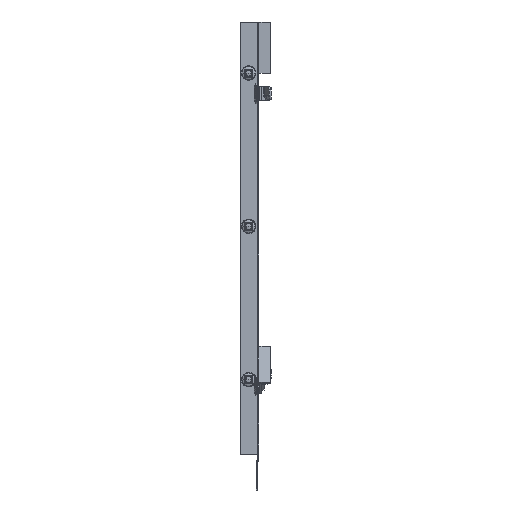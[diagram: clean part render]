
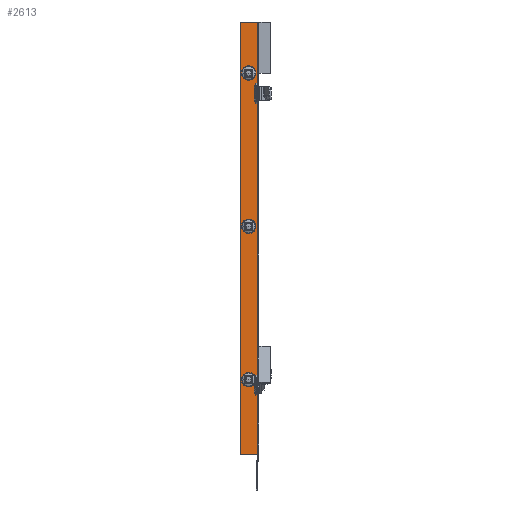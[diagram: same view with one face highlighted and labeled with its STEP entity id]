
A CAD part, left-side view. The second image highlights one B-rep face of the part: STEP entity #2613.
In plain terms, the highlighted planar face has unit normal (-1, 0, 0).
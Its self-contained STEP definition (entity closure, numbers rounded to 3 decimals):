
#7 = DIRECTION ( 'NONE',  ( 0., 0., -1. ) ) ;
#39 = CARTESIAN_POINT ( 'NONE',  ( -1.25, 1., -423.068 ) ) ;
#114 = CARTESIAN_POINT ( 'NONE',  ( -1.25, 0., 0. ) ) ;
#151 = VERTEX_POINT ( 'NONE', #5284 ) ;
#182 = ORIENTED_EDGE ( 'NONE', *, *, #1701, .T. ) ;
#186 = CARTESIAN_POINT ( 'NONE',  ( -1.25, 4.75, -346. ) ) ;
#254 = VECTOR ( 'NONE', #2087, 1000. ) ;
#309 = AXIS2_PLACEMENT_3D ( 'NONE', #5089, #2445, #6037 ) ;
#318 = LINE ( 'NONE', #186, #5226 ) ;
#319 = EDGE_CURVE ( 'NONE', #5595, #4945, #6290, .T. ) ;
#336 = DIRECTION ( 'NONE',  ( 0., 0., -1. ) ) ;
#401 = CARTESIAN_POINT ( 'NONE',  ( -1.25, 0., 0. ) ) ;
#431 = EDGE_CURVE ( 'NONE', #5890, #591, #1793, .T. ) ;
#432 = EDGE_CURVE ( 'NONE', #1810, #6181, #3048, .T. ) ;
#468 = VECTOR ( 'NONE', #2322, 1000. ) ;
#490 = CARTESIAN_POINT ( 'NONE',  ( -1.25, 16.75, -423.068 ) ) ;
#500 = ORIENTED_EDGE ( 'NONE', *, *, #3155, .F. ) ;
#591 = VERTEX_POINT ( 'NONE', #762 ) ;
#701 = CARTESIAN_POINT ( 'NONE',  ( -1.25, 12.75, -196. ) ) ;
#762 = CARTESIAN_POINT ( 'NONE',  ( -1.25, 12.75, -46. ) ) ;
#775 = EDGE_CURVE ( 'NONE', #151, #5890, #4884, .T. ) ;
#850 = CARTESIAN_POINT ( 'NONE',  ( -1.25, 4.75, -196. ) ) ;
#859 = VECTOR ( 'NONE', #5614, 1000. ) ;
#891 = LINE ( 'NONE', #5572, #859 ) ;
#914 = LINE ( 'NONE', #490, #1105 ) ;
#921 = DIRECTION ( 'NONE',  ( 0., 1., 0. ) ) ;
#937 = EDGE_LOOP ( 'NONE', ( #6247, #2136, #5706, #5506 ) ) ;
#948 = CARTESIAN_POINT ( 'NONE',  ( -1.25, 12.75, -354. ) ) ;
#1014 = VERTEX_POINT ( 'NONE', #5144 ) ;
#1031 = DIRECTION ( 'NONE',  ( 0., -1., 0. ) ) ;
#1071 = CARTESIAN_POINT ( 'NONE',  ( -1.25, 4.75, -46. ) ) ;
#1105 = VECTOR ( 'NONE', #2027, 1000. ) ;
#1143 = CARTESIAN_POINT ( 'NONE',  ( -1.25, 12.75, -346. ) ) ;
#1176 = CARTESIAN_POINT ( 'NONE',  ( -1.25, 12.75, -54. ) ) ;
#1187 = ORIENTED_EDGE ( 'NONE', *, *, #431, .T. ) ;
#1236 = CARTESIAN_POINT ( 'NONE',  ( -1.25, 4.75, -46. ) ) ;
#1245 = VECTOR ( 'NONE', #1031, 1000. ) ;
#1267 = DIRECTION ( 'NONE',  ( 0., 0., -1. ) ) ;
#1327 = VERTEX_POINT ( 'NONE', #4922 ) ;
#1329 = EDGE_CURVE ( 'NONE', #5946, #2284, #2175, .T. ) ;
#1360 = CARTESIAN_POINT ( 'NONE',  ( -1.25, 12.75, -54. ) ) ;
#1362 = LINE ( 'NONE', #701, #254 ) ;
#1645 = FACE_BOUND ( 'NONE', #4450, .T. ) ;
#1651 = EDGE_CURVE ( 'NONE', #6223, #1014, #3261, .T. ) ;
#1658 = FACE_BOUND ( 'NONE', #937, .T. ) ;
#1698 = FACE_BOUND ( 'NONE', #2052, .T. ) ;
#1701 = EDGE_CURVE ( 'NONE', #4000, #5577, #6281, .T. ) ;
#1718 = ORIENTED_EDGE ( 'NONE', *, *, #1651, .T. ) ;
#1755 = ORIENTED_EDGE ( 'NONE', *, *, #319, .T. ) ;
#1777 = EDGE_CURVE ( 'NONE', #1327, #1810, #3080, .T. ) ;
#1793 = LINE ( 'NONE', #2874, #468 ) ;
#1810 = VERTEX_POINT ( 'NONE', #2738 ) ;
#1815 = CARTESIAN_POINT ( 'NONE',  ( -1.25, 4.75, -196. ) ) ;
#1881 = VECTOR ( 'NONE', #1267, 1000. ) ;
#1894 = CARTESIAN_POINT ( 'NONE',  ( -1.25, 12.75, -196. ) ) ;
#1959 = CARTESIAN_POINT ( 'NONE',  ( -1.25, 0., 0. ) ) ;
#2027 = DIRECTION ( 'NONE',  ( 0., 1., 0. ) ) ;
#2048 = VECTOR ( 'NONE', #3323, 1000. ) ;
#2052 = EDGE_LOOP ( 'NONE', ( #2999, #1187, #6183, #5820 ) ) ;
#2072 = DIRECTION ( 'NONE',  ( 0., -1., 0. ) ) ;
#2087 = DIRECTION ( 'NONE',  ( 0., -1., 0. ) ) ;
#2120 = EDGE_CURVE ( 'NONE', #2284, #4606, #2547, .T. ) ;
#2136 = ORIENTED_EDGE ( 'NONE', *, *, #1329, .T. ) ;
#2175 = LINE ( 'NONE', #4979, #3671 ) ;
#2194 = DIRECTION ( 'NONE',  ( 0., 0., 1. ) ) ;
#2241 = CARTESIAN_POINT ( 'NONE',  ( -1.25, 12.75, -196. ) ) ;
#2261 = LINE ( 'NONE', #5719, #3377 ) ;
#2284 = VERTEX_POINT ( 'NONE', #6004 ) ;
#2301 = VECTOR ( 'NONE', #5200, 1000. ) ;
#2322 = DIRECTION ( 'NONE',  ( 0., 0., 1. ) ) ;
#2445 = DIRECTION ( 'NONE',  ( -1., 0., 0. ) ) ;
#2458 = PLANE ( 'NONE',  #309 ) ;
#2467 = EDGE_CURVE ( 'NONE', #5577, #5595, #1362, .T. ) ;
#2468 = EDGE_CURVE ( 'NONE', #6181, #1014, #5238, .T. ) ;
#2523 = VECTOR ( 'NONE', #2072, 1000. ) ;
#2547 = LINE ( 'NONE', #1143, #2523 ) ;
#2551 = CARTESIAN_POINT ( 'NONE',  ( -1.25, 4.75, -354. ) ) ;
#2582 = VECTOR ( 'NONE', #2827, 1000. ) ;
#2613 = ADVANCED_FACE ( 'NONE', ( #1645, #1698, #3523, #1658 ), #2458, .T. ) ;
#2738 = CARTESIAN_POINT ( 'NONE',  ( -1.25, 1., 0. ) ) ;
#2765 = LINE ( 'NONE', #4961, #1245 ) ;
#2827 = DIRECTION ( 'NONE',  ( 0., 0., -1. ) ) ;
#2874 = CARTESIAN_POINT ( 'NONE',  ( -1.25, 12.75, -46. ) ) ;
#2958 = VECTOR ( 'NONE', #3149, 1000. ) ;
#2966 = ORIENTED_EDGE ( 'NONE', *, *, #2467, .T. ) ;
#2999 = ORIENTED_EDGE ( 'NONE', *, *, #775, .T. ) ;
#3048 = LINE ( 'NONE', #401, #2048 ) ;
#3078 = EDGE_CURVE ( 'NONE', #6223, #5064, #914, .T. ) ;
#3080 = LINE ( 'NONE', #1959, #2958 ) ;
#3149 = DIRECTION ( 'NONE',  ( 0., -1., 0. ) ) ;
#3155 = EDGE_CURVE ( 'NONE', #5064, #1327, #891, .T. ) ;
#3261 = LINE ( 'NONE', #4963, #2301 ) ;
#3323 = DIRECTION ( 'NONE',  ( 0., -1., 0. ) ) ;
#3334 = ORIENTED_EDGE ( 'NONE', *, *, #2468, .F. ) ;
#3377 = VECTOR ( 'NONE', #5761, 1000. ) ;
#3382 = CARTESIAN_POINT ( 'NONE',  ( -1.25, 16.75, -423.068 ) ) ;
#3395 = LINE ( 'NONE', #1236, #1881 ) ;
#3523 = FACE_OUTER_BOUND ( 'NONE', #4182, .T. ) ;
#3568 = VECTOR ( 'NONE', #5354, 1000. ) ;
#3671 = VECTOR ( 'NONE', #6085, 1000. ) ;
#3717 = CARTESIAN_POINT ( 'NONE',  ( -1.25, 4.75, -204. ) ) ;
#3812 = EDGE_CURVE ( 'NONE', #4606, #5292, #318, .T. ) ;
#4000 = VERTEX_POINT ( 'NONE', #6026 ) ;
#4130 = EDGE_CURVE ( 'NONE', #4945, #4000, #2261, .T. ) ;
#4175 = ORIENTED_EDGE ( 'NONE', *, *, #4130, .T. ) ;
#4182 = EDGE_LOOP ( 'NONE', ( #4828, #1718, #3334, #5793, #5663, #500 ) ) ;
#4232 = VECTOR ( 'NONE', #2194, 1000. ) ;
#4286 = EDGE_CURVE ( 'NONE', #5292, #5946, #6078, .T. ) ;
#4402 = CARTESIAN_POINT ( 'NONE',  ( -1.25, 4.75, -346. ) ) ;
#4450 = EDGE_LOOP ( 'NONE', ( #4175, #182, #2966, #1755 ) ) ;
#4504 = VECTOR ( 'NONE', #336, 1000. ) ;
#4570 = VECTOR ( 'NONE', #921, 1000. ) ;
#4606 = VERTEX_POINT ( 'NONE', #4402 ) ;
#4828 = ORIENTED_EDGE ( 'NONE', *, *, #3078, .F. ) ;
#4884 = LINE ( 'NONE', #1360, #4570 ) ;
#4922 = CARTESIAN_POINT ( 'NONE',  ( -1.25, 16.75, 0. ) ) ;
#4945 = VERTEX_POINT ( 'NONE', #3717 ) ;
#4961 = CARTESIAN_POINT ( 'NONE',  ( -1.25, 12.75, -46. ) ) ;
#4963 = CARTESIAN_POINT ( 'NONE',  ( -1.25, 1., -423.068 ) ) ;
#4979 = CARTESIAN_POINT ( 'NONE',  ( -1.25, 12.75, -346. ) ) ;
#5064 = VERTEX_POINT ( 'NONE', #3382 ) ;
#5089 = CARTESIAN_POINT ( 'NONE',  ( -1.25, 0., 0. ) ) ;
#5144 = CARTESIAN_POINT ( 'NONE',  ( -1.25, 0., -423.068 ) ) ;
#5200 = DIRECTION ( 'NONE',  ( 0., -1., 0. ) ) ;
#5226 = VECTOR ( 'NONE', #7, 1000. ) ;
#5228 = CARTESIAN_POINT ( 'NONE',  ( -1.25, 12.75, -354. ) ) ;
#5238 = LINE ( 'NONE', #6374, #2582 ) ;
#5284 = CARTESIAN_POINT ( 'NONE',  ( -1.25, 4.75, -54. ) ) ;
#5292 = VERTEX_POINT ( 'NONE', #2551 ) ;
#5354 = DIRECTION ( 'NONE',  ( 0., 1., 0. ) ) ;
#5506 = ORIENTED_EDGE ( 'NONE', *, *, #3812, .T. ) ;
#5572 = CARTESIAN_POINT ( 'NONE',  ( -1.25, 16.75, 0. ) ) ;
#5577 = VERTEX_POINT ( 'NONE', #1894 ) ;
#5595 = VERTEX_POINT ( 'NONE', #1815 ) ;
#5614 = DIRECTION ( 'NONE',  ( 0., 0., 1. ) ) ;
#5663 = ORIENTED_EDGE ( 'NONE', *, *, #1777, .F. ) ;
#5706 = ORIENTED_EDGE ( 'NONE', *, *, #2120, .T. ) ;
#5719 = CARTESIAN_POINT ( 'NONE',  ( -1.25, 12.75, -204. ) ) ;
#5761 = DIRECTION ( 'NONE',  ( 0., 1., 0. ) ) ;
#5793 = ORIENTED_EDGE ( 'NONE', *, *, #432, .F. ) ;
#5820 = ORIENTED_EDGE ( 'NONE', *, *, #5834, .T. ) ;
#5834 = EDGE_CURVE ( 'NONE', #5906, #151, #3395, .T. ) ;
#5890 = VERTEX_POINT ( 'NONE', #1176 ) ;
#5906 = VERTEX_POINT ( 'NONE', #1071 ) ;
#5946 = VERTEX_POINT ( 'NONE', #948 ) ;
#6004 = CARTESIAN_POINT ( 'NONE',  ( -1.25, 12.75, -346. ) ) ;
#6026 = CARTESIAN_POINT ( 'NONE',  ( -1.25, 12.75, -204. ) ) ;
#6037 = DIRECTION ( 'NONE',  ( 0., -1., 0. ) ) ;
#6078 = LINE ( 'NONE', #5228, #3568 ) ;
#6085 = DIRECTION ( 'NONE',  ( 0., 0., 1. ) ) ;
#6181 = VERTEX_POINT ( 'NONE', #114 ) ;
#6183 = ORIENTED_EDGE ( 'NONE', *, *, #6291, .T. ) ;
#6223 = VERTEX_POINT ( 'NONE', #39 ) ;
#6247 = ORIENTED_EDGE ( 'NONE', *, *, #4286, .T. ) ;
#6281 = LINE ( 'NONE', #2241, #4232 ) ;
#6290 = LINE ( 'NONE', #850, #4504 ) ;
#6291 = EDGE_CURVE ( 'NONE', #591, #5906, #2765, .T. ) ;
#6374 = CARTESIAN_POINT ( 'NONE',  ( -1.25, 0., 0. ) ) ;
